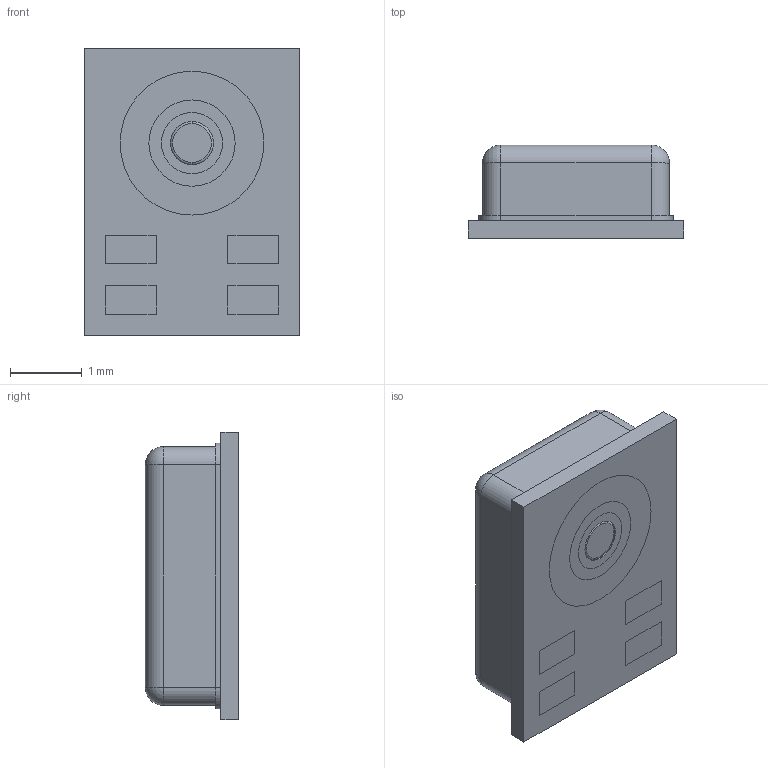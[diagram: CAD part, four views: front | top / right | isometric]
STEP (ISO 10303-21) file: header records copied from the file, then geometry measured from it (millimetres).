
FILE_DESCRIPTION (( 'STEP AP214' ), '1' );
FILE_NAME ('IM69D130V01XTSA1.STEP', '2020-02-04T07:03:07', ( '' ), ( '' ), 'SwSTEP 2.0', 'SolidWorks 2017', '' );
FILE_SCHEMA (( 'AUTOMOTIVE_DESIGN' ));
Length unit declared in the file: millimetre
Products named in the file (1): IM69D130V01XTSA1
Bounding box: 3 x 1.3 x 4 mm (x, y, z)
Volume: 12.7 mm3; surface area: 84.4 mm2
Topology: 12 solids, 12 shells, 127 faces, 288 edges, 182 vertices
Faces by surface type: plane 81, cylinder 40, sphere 4, torus 2
Entity records: 3675 total; most frequent: DIRECTION 624, CARTESIAN_POINT 594, ORIENTED_EDGE 568, EDGE_CURVE 284, AXIS2_PLACEMENT_3D 212, VECTOR 200, LINE 200, VERTEX_POINT 182
